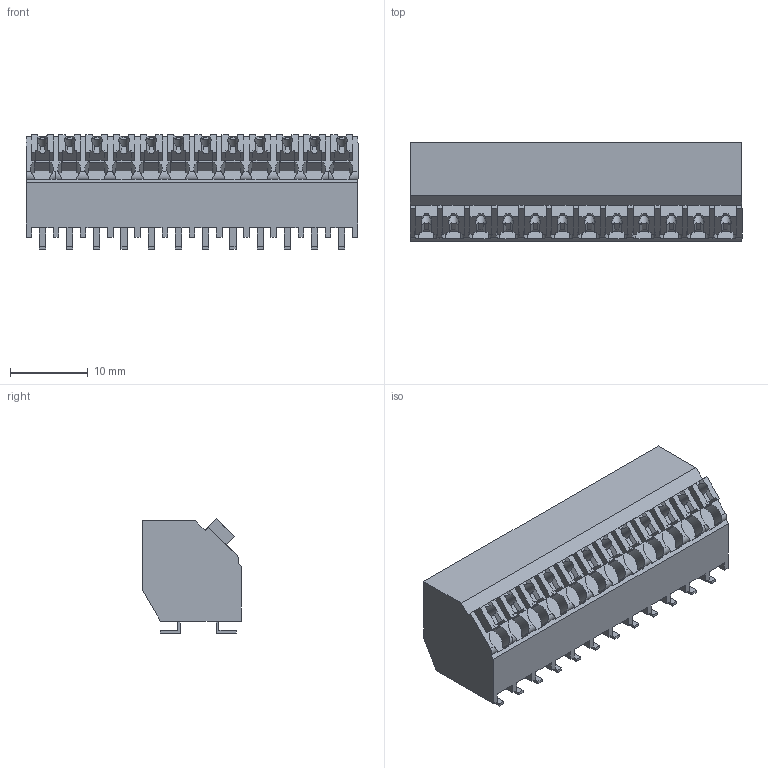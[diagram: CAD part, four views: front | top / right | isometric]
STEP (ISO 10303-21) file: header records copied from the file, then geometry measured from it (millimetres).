
FILE_DESCRIPTION(('CATIA V5 STEP Exchange','CAx-IF Rec.Pracs.--- Model Styling and Organization---1.2---2011-12-15'),'2;1');
FILE_NAME ('D1452210_0_1473430000_1473430000.stp','2018-03-24T16:06:14+00:00',('none'),('Weidmueller'),'CATIA Version 5-6 Release 2014','CATIA V5 STEP AP214','none');
FILE_SCHEMA(('AUTOMOTIVE_DESIGN { 1 0 10303 214 1 1 1 1 }'));
Length unit declared in the file: millimetre
Products named in the file (1): 1473430000
Bounding box: 42.7 x 12.7 x 14.71 mm (x, y, z)
Volume: 4842.9 mm3; surface area: 4814.8 mm2
Topology: 37 solids, 37 shells, 807 faces, 2323 edges, 1590 vertices
Faces by surface type: plane 743, cylinder 64
Entity records: 24126 total; most frequent: CARTESIAN_POINT 4872, ORIENTED_EDGE 4646, DIRECTION 2876, EDGE_CURVE 2323, VECTOR 2078, LINE 2078, VERTEX_POINT 1590, EDGE_LOOP 831
